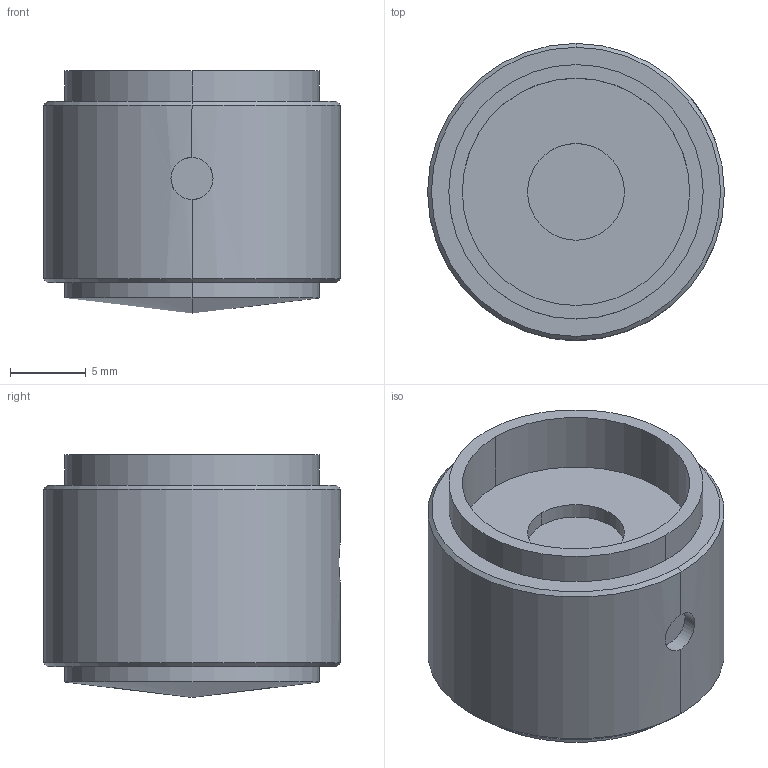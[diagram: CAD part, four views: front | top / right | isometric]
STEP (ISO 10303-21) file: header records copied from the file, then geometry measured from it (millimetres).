
FILE_DESCRIPTION(('STEP AP214'),'1');
FILE_NAME('57f2285_kd700b1_4.stp','2017-05-21T18:32:52',('TraceParts'),('TraceParts S.A.'),'Spatial InterOp 3D',' ',' ');
FILE_SCHEMA(('automotive_design'));
Length unit declared in the file: millimetre
Products named in the file (1): 57f2285_kd700b1_4
Bounding box: 19.56 x 19.56 x 16 mm (x, y, z)
Volume: 3583 mm3; surface area: 1702.3 mm2
Topology: 1 solids, 1 shells, 27 faces, 57 edges, 35 vertices
Faces by surface type: cylinder 14, plane 7, cone 6
Entity records: 834 total; most frequent: CARTESIAN_POINT 232, DIRECTION 133, ORIENTED_EDGE 110, AXIS2_PLACEMENT_3D 56, EDGE_CURVE 55, VERTEX_POINT 35, EDGE_LOOP 32, CIRCLE 28
